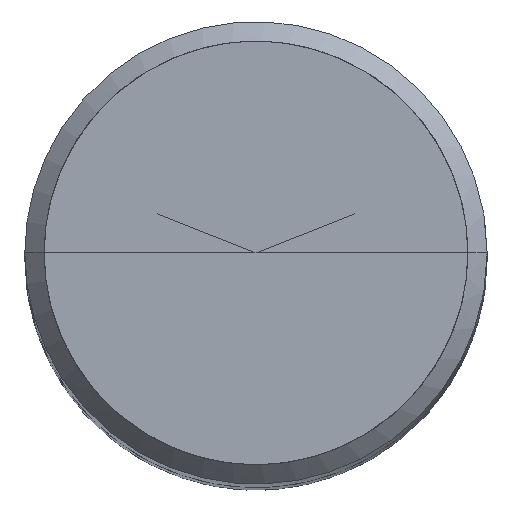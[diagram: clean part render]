
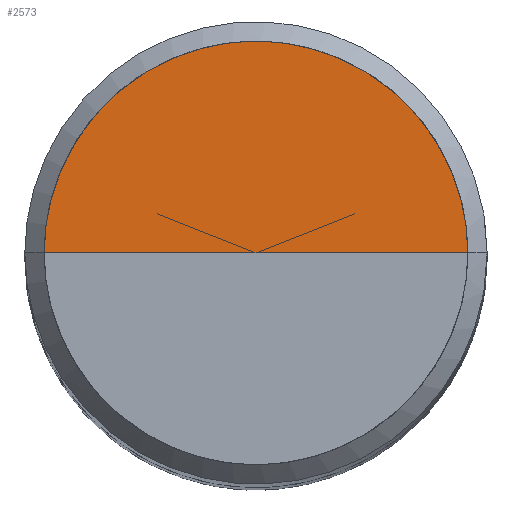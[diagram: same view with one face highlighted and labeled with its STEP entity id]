
A CAD part, top view. The second image highlights one B-rep face of the part: STEP entity #2573.
In plain terms, the highlighted free-form (B-spline) face has degree [1, 2] with [2, 5] control points.
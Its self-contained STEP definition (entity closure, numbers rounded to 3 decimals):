
#2265=CARTESIAN_POINT('',(5.5,0.0,49.8));
#2266=CARTESIAN_POINT('',(5.5,5.5,49.8));
#2267=CARTESIAN_POINT('',(0.0,5.5,49.8));
#2268=CARTESIAN_POINT('',(-5.5,5.5,49.8));
#2269=CARTESIAN_POINT('',(-5.5,0.0,49.8));
#2270=CARTESIAN_POINT('',(0.0,0.0,49.8));
#2558=(
BOUNDED_SURFACE()
B_SPLINE_SURFACE(1,2,(
(#2265,#2266,#2267,#2268,#2269),
(#2270,#2270,#2270,#2270,#2270)
), .UNSPECIFIED.,.F.,.F.,.F.)
B_SPLINE_SURFACE_WITH_KNOTS((2,2),(3,2,3),(
0.0,1.0),(
0.0,0.5,1.0), .UNSPECIFIED.)
GEOMETRIC_REPRESENTATION_ITEM()
RATIONAL_B_SPLINE_SURFACE(((1.0,0.707,1.0,0.707,1.0),
(1.0,0.707,1.0,0.707,1.0)
))
REPRESENTATION_ITEM('')
SURFACE()
);
#2559=(
BOUNDED_CURVE()
B_SPLINE_CURVE(1,(#2270,#2265),.UNSPECIFIED.,.F.,.F.)
B_SPLINE_CURVE_WITH_KNOTS((2,2),
(0.0,1.0),.UNSPECIFIED.)
CURVE()
GEOMETRIC_REPRESENTATION_ITEM()
RATIONAL_B_SPLINE_CURVE((1.0,1.0))
REPRESENTATION_ITEM('')
);
#2560=(
BOUNDED_CURVE()
B_SPLINE_CURVE(2,(#2265,#2266,#2267,#2268,#2269),.UNSPECIFIED.,.F.,.F.)
B_SPLINE_CURVE_WITH_KNOTS((3,2,3),
(0.0,0.5,1.0),.UNSPECIFIED.)
CURVE()
GEOMETRIC_REPRESENTATION_ITEM()
RATIONAL_B_SPLINE_CURVE((1.0,0.707,1.0,0.707,1.0))
REPRESENTATION_ITEM('')
);
#2561=(
BOUNDED_CURVE()
B_SPLINE_CURVE(1,(#2269,#2270),.UNSPECIFIED.,.F.,.F.)
B_SPLINE_CURVE_WITH_KNOTS((2,2),
(0.0,1.0),.UNSPECIFIED.)
CURVE()
GEOMETRIC_REPRESENTATION_ITEM()
RATIONAL_B_SPLINE_CURVE((1.0,1.0))
REPRESENTATION_ITEM('')
);
#2562=VERTEX_POINT('',#2265);
#2563=VERTEX_POINT('',#2269);
#2564=VERTEX_POINT('',#2270);
#2565=EDGE_CURVE('',#2564,#2562,#2559,.T.);
#2566=EDGE_CURVE('',#2562,#2563,#2560,.T.);
#2567=EDGE_CURVE('',#2563,#2564,#2561,.T.);
#2568=ORIENTED_EDGE('',*,*,#2565,.T.);
#2569=ORIENTED_EDGE('',*,*,#2566,.T.);
#2570=ORIENTED_EDGE('',*,*,#2567,.T.);
#2571=EDGE_LOOP('',(#2568,#2569,#2570));
#2572=FACE_OUTER_BOUND('',#2571,.T.);
#2573=ADVANCED_FACE('',(#2572),#2558,.T.);
